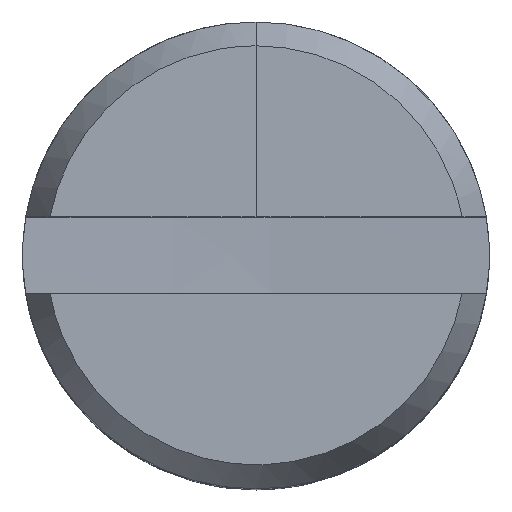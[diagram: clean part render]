
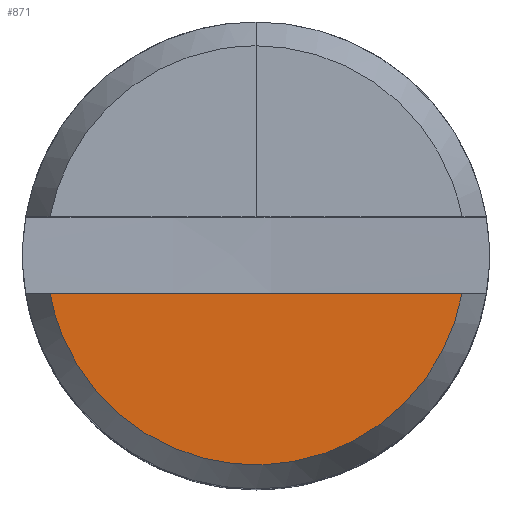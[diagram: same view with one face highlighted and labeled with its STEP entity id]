
A CAD part, top view. The second image highlights one B-rep face of the part: STEP entity #871.
In plain terms, the highlighted free-form (B-spline) face has degree [2, 1] with [5, 2] control points.
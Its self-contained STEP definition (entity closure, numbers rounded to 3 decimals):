
#793 = EDGE_CURVE('',#794,#796,#798,.T.);
#794 = VERTEX_POINT('',#795);
#795 = CARTESIAN_POINT('',(-4.311,-0.805,
    15.635));
#796 = VERTEX_POINT('',#797);
#797 = CARTESIAN_POINT('',(4.311,-0.805,
    15.635));
#798 = B_SPLINE_CURVE_WITH_KNOTS('',1,(#799,#800),.UNSPECIFIED.,.F.,.F.,
  (2,2),(1.78,10.604),.PIECEWISE_BEZIER_KNOTS.);
#799 = CARTESIAN_POINT('',(-4.311,-0.805,
    15.635));
#800 = CARTESIAN_POINT('',(4.311,-0.805,
    15.635));
#871 = ADVANCED_FACE('',(#872),#883,.T.);
#872 = FACE_BOUND('',#873,.T.);
#873 = EDGE_LOOP('',(#874,#882));
#874 = ORIENTED_EDGE('',*,*,#875,.F.);
#875 = EDGE_CURVE('',#796,#794,#876,.T.);
#876 = ( BOUNDED_CURVE() B_SPLINE_CURVE(2,(#877,#878,#879,#880,#881),
.UNSPECIFIED.,.F.,.F.) B_SPLINE_CURVE_WITH_KNOTS((3,2,3),(6.775
,12.034,17.292),.UNSPECIFIED.) CURVE() 
GEOMETRIC_REPRESENTATION_ITEM() RATIONAL_B_SPLINE_CURVE((1.,
0.769,1.,0.769,1.)) REPRESENTATION_ITEM('') );
#877 = CARTESIAN_POINT('',(4.311,-0.805,
    15.635));
#878 = CARTESIAN_POINT('',(3.643,-4.386,
    15.635));
#879 = CARTESIAN_POINT('',(0.,-4.386,
    15.635));
#880 = CARTESIAN_POINT('',(-3.643,-4.386,
    15.635));
#881 = CARTESIAN_POINT('',(-4.311,-0.805,
    15.635));
#882 = ORIENTED_EDGE('',*,*,#793,.F.);
#883 = ( BOUNDED_SURFACE() B_SPLINE_SURFACE(2,1,(
    (#884,#885)
    ,(#886,#887)
    ,(#888,#889)
    ,(#890,#891)
,(#892,#893
    )),.UNSPECIFIED.,.F.,.F.,.F.) B_SPLINE_SURFACE_WITH_KNOTS((3,2,3),(2
    ,2),(6.775,12.034,17.292),(0.787
,4.488),.UNSPECIFIED.) GEOMETRIC_REPRESENTATION_ITEM() 
RATIONAL_B_SPLINE_SURFACE((
    (0.935,0.935)
    ,(0.744,0.744)
    ,(1.,1.)
    ,(0.744,0.744)
,(0.935,0.935))) REPRESENTATION_ITEM('') SURFACE() );
#884 = CARTESIAN_POINT('',(0.756,-0.141,
    15.635));
#885 = CARTESIAN_POINT('',(4.311,-0.805,
    15.635));
#886 = CARTESIAN_POINT('',(0.639,-0.769,
    15.635));
#887 = CARTESIAN_POINT('',(3.643,-4.386,
    15.635));
#888 = CARTESIAN_POINT('',(0.,-0.769,
    15.635));
#889 = CARTESIAN_POINT('',(0.,-4.386,
    15.635));
#890 = CARTESIAN_POINT('',(-0.639,-0.769,
    15.635));
#891 = CARTESIAN_POINT('',(-3.643,-4.386,
    15.635));
#892 = CARTESIAN_POINT('',(-0.756,-0.141,
    15.635));
#893 = CARTESIAN_POINT('',(-4.311,-0.805,
    15.635));
